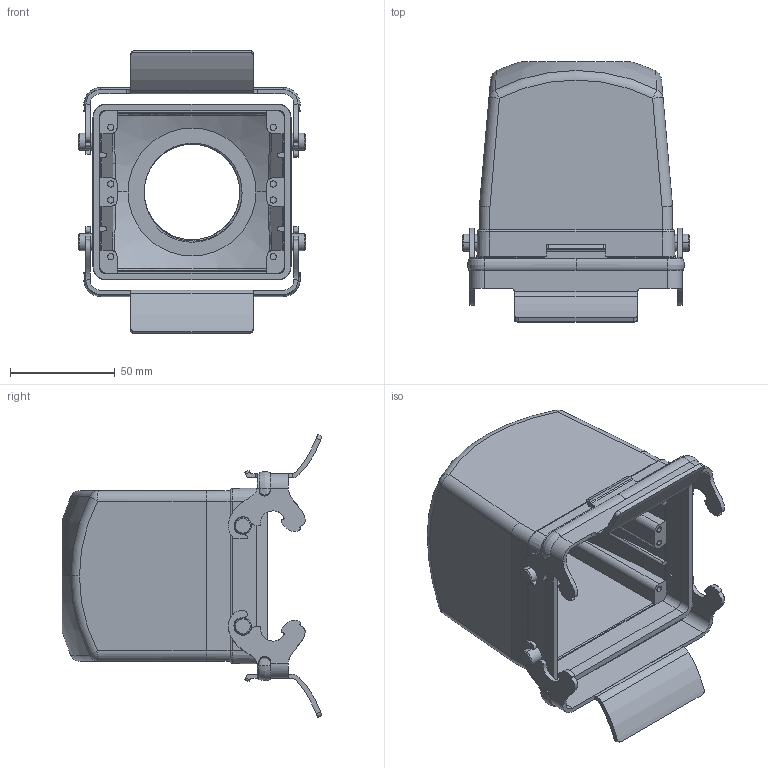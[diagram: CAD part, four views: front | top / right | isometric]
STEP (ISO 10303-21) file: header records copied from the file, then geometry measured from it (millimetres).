
FILE_DESCRIPTION (( 'STEP AP214' ), '1' );
FILE_NAME ('ZP-MC32B-2-DCP36M.step', '2015-08-12T18:08:22', ( '' ), ( '' ), 'SwSTEP 2.0', 'SolidWorks 2014', '' );
FILE_SCHEMA (( 'AUTOMOTIVE_DESIGN' ));
Length unit declared in the file: millimetre
Products named in the file (1): ZP-MC32B-2-DCP36M
Bounding box: 108.45 x 123.97 x 135.05 mm (x, y, z)
Volume: 150436.7 mm3; surface area: 93030.7 mm2
Topology: 4 solids, 8 shells, 373 faces, 930 edges, 591 vertices
Faces by surface type: plane 158, cylinder 124, bspline 40, cone 28, torus 15, sphere 8
Entity records: 16922 total; most frequent: CARTESIAN_POINT 6586, ORIENTED_EDGE 1860, DIRECTION 1637, EDGE_CURVE 930, VERTEX_POINT 591, AXIS2_PLACEMENT_3D 583, LINE 471, VECTOR 471
